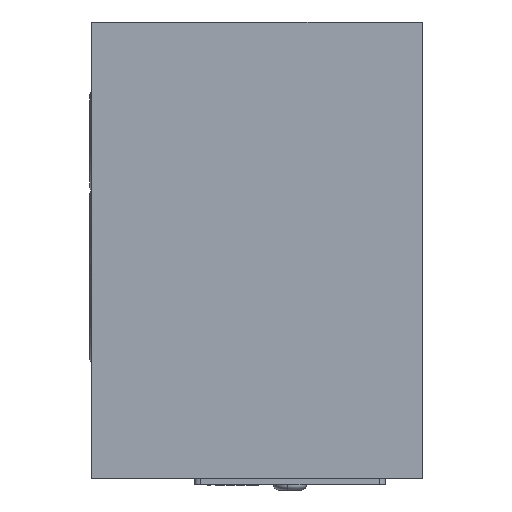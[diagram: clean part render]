
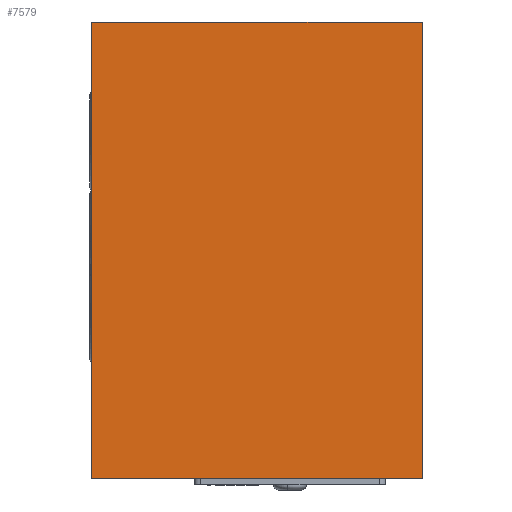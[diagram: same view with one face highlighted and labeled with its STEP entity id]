
A CAD part, left-side view. The second image highlights one B-rep face of the part: STEP entity #7579.
In plain terms, the highlighted planar face has unit normal (-1, 0, 0).
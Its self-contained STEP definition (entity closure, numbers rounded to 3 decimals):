
#32=PLANE('',#8073);
#231=LINE('',#10110,#519);
#243=LINE('',#10172,#531);
#274=LINE('',#10409,#562);
#278=LINE('',#10434,#566);
#519=VECTOR('',#8557,1000.);
#531=VECTOR('',#8617,1000.);
#562=VECTOR('',#8734,1000.);
#566=VECTOR('',#8760,1000.);
#2110=ORIENTED_EDGE('',*,*,#4401,.T.);
#2111=ORIENTED_EDGE('',*,*,#4331,.F.);
#2112=ORIENTED_EDGE('',*,*,#4414,.F.);
#2113=ORIENTED_EDGE('',*,*,#4299,.T.);
#4299=EDGE_CURVE('',#5557,#5556,#231,.T.);
#4331=EDGE_CURVE('',#5582,#5579,#243,.T.);
#4401=EDGE_CURVE('',#5556,#5579,#274,.T.);
#4414=EDGE_CURVE('',#5557,#5582,#278,.T.);
#5556=VERTEX_POINT('',#10109);
#5557=VERTEX_POINT('',#10111);
#5579=VERTEX_POINT('',#10166);
#5582=VERTEX_POINT('',#10171);
#6690=EDGE_LOOP('',(#2110,#2111,#2112,#2113));
#7135=FACE_BOUND('',#6690,.T.);
#7579=ADVANCED_FACE('',(#7135),#32,.F.);
#8073=AXIS2_PLACEMENT_3D('',#10433,#8758,#8759);
#8557=DIRECTION('',(0.,0.,-1.));
#8617=DIRECTION('',(0.,0.,-1.));
#8734=DIRECTION('',(0.,-1.,0.));
#8758=DIRECTION('',(1.,0.,0.));
#8759=DIRECTION('',(0.,1.,0.));
#8760=DIRECTION('',(0.,-1.,0.));
#10109=CARTESIAN_POINT('',(-64.837,36.289,-34.5));
#10110=CARTESIAN_POINT('',(-64.837,36.289,34.5));
#10111=CARTESIAN_POINT('',(-64.837,36.289,34.5));
#10166=CARTESIAN_POINT('',(-64.837,-13.711,-34.5));
#10171=CARTESIAN_POINT('',(-64.837,-13.711,34.5));
#10172=CARTESIAN_POINT('',(-64.837,-13.711,34.5));
#10409=CARTESIAN_POINT('',(-64.837,36.289,-34.5));
#10433=CARTESIAN_POINT('',(-64.837,36.289,34.5));
#10434=CARTESIAN_POINT('',(-64.837,36.289,34.5));
